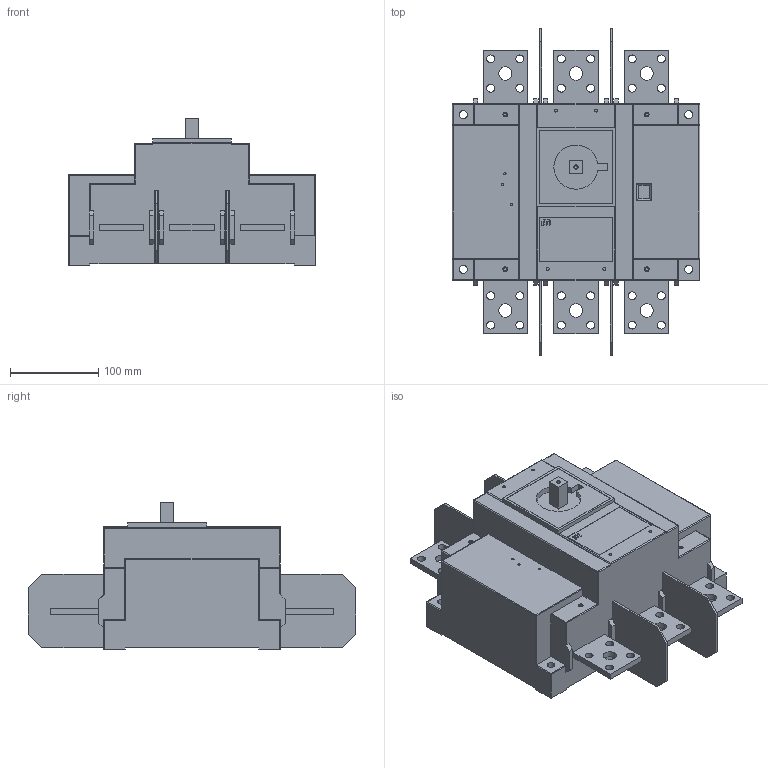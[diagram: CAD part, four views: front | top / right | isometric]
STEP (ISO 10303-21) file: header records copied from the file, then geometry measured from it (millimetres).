
FILE_DESCRIPTION((''),'2;1');
FILE_NAME('004661455_LBS_1000_3P_ASM','2021-09-22T',('marketing.praksa'),('Audax d.o.o.'),'CREO PARAMETRIC BY PTC INC, 2017480','CREO PARAMETRIC BY PTC INC, 2017480','');
FILE_SCHEMA(('AUTOMOTIVE_DESIGN { 1 0 10303 214 1 1 1 1 }'));
Length unit declared in the file: millimetre
Products named in the file (19): PRT7166_1; PRT7167_1; PRT7168_1_1; PRT7168_1_2; PRT7168_1_3; PRT7168_1_4; PRT7168_1_5; PRT7168_1_6; PRT7168_1_ASM; PRT7169_1; PRT7170_1_1; PRT7170_1_2; PRT7170_1_3; PRT7170_1_ASM; PRT7172_1; BARR_1; PRT7173_1; PRT7174_1; 004661455_LBS_1000_3P_ASM
Assembly tree (18 placements, depth 3):
  004661455_LBS_1000_3P_ASM
    PRT7166_1
    PRT7167_1
    PRT7168_1_ASM
      PRT7168_1_1
      PRT7168_1_2
      PRT7168_1_3
      PRT7168_1_4
      PRT7168_1_5
      PRT7168_1_6
    PRT7169_1
    PRT7170_1_ASM
      PRT7170_1_1
      PRT7170_1_2
      PRT7170_1_3
    PRT7172_1
    BARR_1
    PRT7173_1
    PRT7174_1
Bounding box: 280 x 370 x 166 mm (x, y, z)
Volume: 6445695.8 mm3; surface area: 389846 mm2
Topology: 16 solids, 19 shells, 732 faces, 1918 edges, 1275 vertices
Faces by surface type: plane 451, cylinder 246, cone 20, sphere 15
Entity records: 34230 total; most frequent: CARTESIAN_POINT 4238, DIRECTION 3981, ORIENTED_EDGE 3832, PRESENTATION_STYLE_ASSIGNMENT 2532, STYLED_ITEM 2532, CURVE_STYLE 1916, EDGE_CURVE 1916, AXIS2_PLACEMENT_3D 1329
